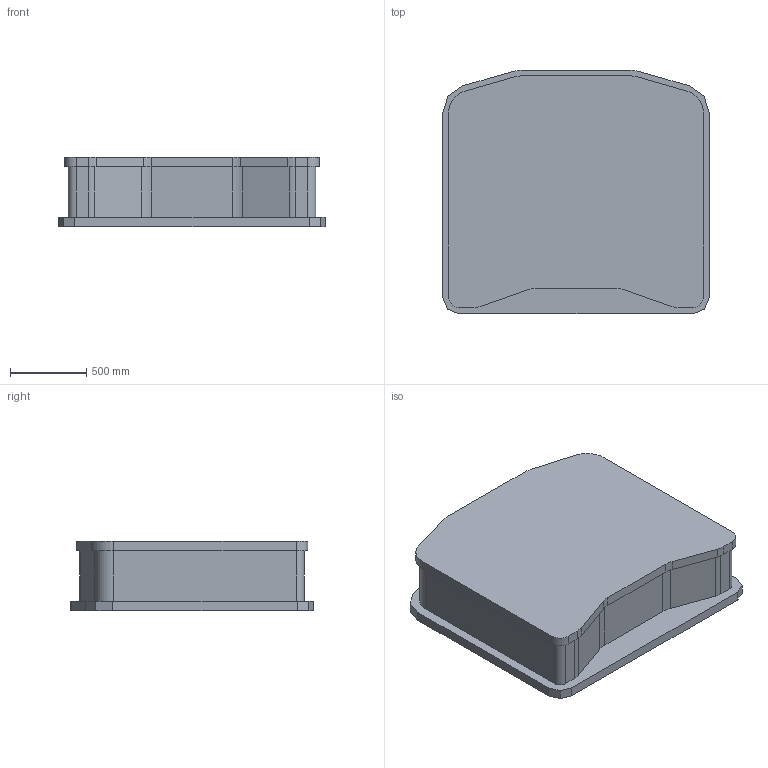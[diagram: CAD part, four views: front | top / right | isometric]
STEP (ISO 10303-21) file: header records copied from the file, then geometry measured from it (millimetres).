
FILE_DESCRIPTION(('produced by SPATIAL CORP'),'2;1');
FILE_NAME( 'lowerpun.step.hh.sat.stp','2002-04-22T10:03:32+00:00',('SPATIAL CORP'),( 'SPATIAL CORP'),'ACIS STEP Husk','http://www.spatial.com', 'SPATIAL CORP');
FILE_SCHEMA(('CONFIG_CONTROL_DESIGN'));
Length unit declared in the file: millimetre
Products named in the file (1): PRODUCT_ID_1
Bounding box: 1752.6 x 1600.2 x 457.2 mm (x, y, z)
Volume: 1054073585.6 mm3; surface area: 8484513.6 mm2
Topology: 1 solids, 1 shells, 62 faces, 174 edges, 116 vertices
Faces by surface type: plane 42, cylinder 20
Entity records: 2083 total; most frequent: CARTESIAN_POINT 352, ORIENTED_EDGE 348, DIRECTION 338, EDGE_CURVE 174, VECTOR 134, LINE 134, VERTEX_POINT 116, AXIS2_PLACEMENT_3D 102
